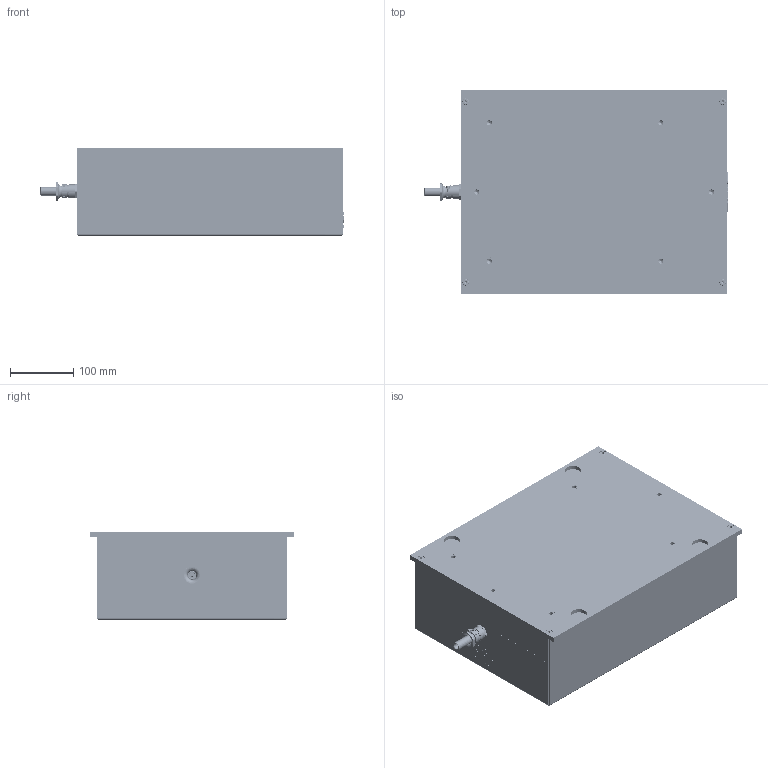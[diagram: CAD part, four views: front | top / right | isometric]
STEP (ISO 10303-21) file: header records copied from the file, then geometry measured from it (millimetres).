
FILE_DESCRIPTION(/* description */ (''),/* implementation_level */ '2;1');
FILE_NAME(/* name */ 'EDAR304202_C.stp',/* time_stamp */ '2025-07-21T08:16:48+02:00',/* author */ ('pb'),/* organization */ (''),/* preprocessor_version */ 'ST-DEVELOPER v18.1',/* originating_system */ 'Autodesk Inventor 2021',/* authorisation */ '');
FILE_SCHEMA (('AUTOMOTIVE_DESIGN { 1 0 10303 214 3 1 1 }'));
Length unit declared in the file: millimetre
Products named in the file (33): EDAR304202; A190334; M61349; M83572; S190342; M78162; 50.1306012; M46120; P190346; E0004955; EIYP190220; E0004541; E0004964; E0004961; EI4FE19201; E0004967; 70.0300010; 60.0300010; 70.0300006; EI0A014001; 60.0300006; E0172185; E0073584; E0073586; E0073588; SE6116; 51.4206025; P190300; H00018; 1210.50023; 1210.50024; P210013; E0013844
Assembly tree (764 placements, depth 5):
  EDAR304202
    A190334
      M61349
        M83572
          S190342
          M78162  x4
          50.1306012
        M46120  x2
          P190346
          E0004955
        EIYP190220
        E0004541
        E0004964  x2
        E0004961  x2
        EI4FE19201  x700
        E0004967  x2
        70.0300010  x2
        60.0300010  x6
        70.0300006  x2
        EI0A014001
        60.0300006
        E0172185
      E0073584
        E0073586
          E0073588
        SE6116  x6
      51.4206025  x4
      P190300  x2
      H00018  x9
        1210.50023
        1210.50024
    P210013
    E0013844  x2
Bounding box: 477.6 x 320 x 138 mm (x, y, z)
Volume: 13675377.5 mm3; surface area: 27712022.2 mm2
Topology: 744 solids, 744 shells, 12333 faces, 32198 edges, 21430 vertices
Faces by surface type: plane 10497, cylinder 1549, bspline 202, cone 69, torus 16
Full cylindrical faces by diameter (mm): 1.5 x2, 2.459 x2, 2.5 x1, 2.75 x5, 4.917 x5, 5 x1, 5.2 x2, 5.459 x1, 6 x5, 6.4 x2, 6.5 x2, 6.647 x6, 7 x4, 8.376 x6, 8.7 x1, 9.4 x1, 9.5 x1, 10 x6, 10.5 x2, 11 x1404, 12 x8, 12.1 x6, 13.6 x1, 16 x1, 18.8 x1, 20 x4, 20.2 x1, 21.8 x1, 22 x1, 25 x4
Entity records: 26877 total; most frequent: CARTESIAN_POINT 5849, DIRECTION 4242, ORIENTED_EDGE 3146, AXIS2_PLACEMENT_3D 1607, EDGE_CURVE 1573, LINE 1028, VECTOR 1028, VERTEX_POINT 1023
